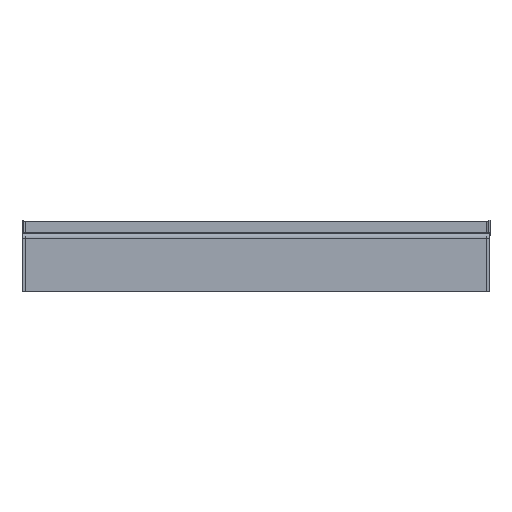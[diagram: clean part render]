
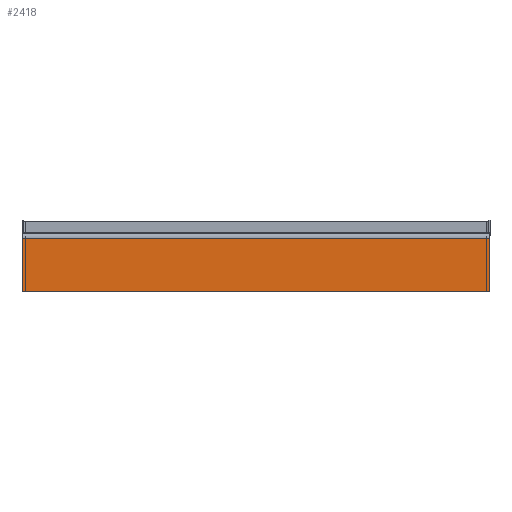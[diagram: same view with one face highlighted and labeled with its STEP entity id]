
A CAD part, top view. The second image highlights one B-rep face of the part: STEP entity #2418.
In plain terms, the highlighted planar face has unit normal (0, 0, 1).
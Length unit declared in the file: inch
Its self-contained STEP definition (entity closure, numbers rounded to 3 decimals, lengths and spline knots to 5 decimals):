
#486 = EDGE_CURVE ( 'NONE', #1664, #2331, #3010, .T. ) ;
#730 = CARTESIAN_POINT ( 'NONE',  ( -17.96651, 0., 18. ) ) ;
#757 = FACE_OUTER_BOUND ( 'NONE', #8176, .T. ) ;
#896 = PLANE ( 'NONE',  #1528 ) ;
#1282 = EDGE_CURVE ( 'NONE', #8739, #2331, #9150, .T. ) ;
#1357 = CARTESIAN_POINT ( 'NONE',  ( 17.875, -0.375, 18. ) ) ;
#1528 = AXIS2_PLACEMENT_3D ( 'NONE', #5048, #5008, #1646 ) ;
#1646 = DIRECTION ( 'NONE',  ( 1., 0., 0. ) ) ;
#1664 = VERTEX_POINT ( 'NONE', #4570 ) ;
#2323 = CARTESIAN_POINT ( 'NONE',  ( 0., -4.5, 18. ) ) ;
#2331 = VERTEX_POINT ( 'NONE', #6147 ) ;
#2418 = ADVANCED_FACE ( 'NONE', ( #757 ), #896, .T. ) ;
#2445 = DIRECTION ( 'NONE',  ( 0., 1., 0. ) ) ;
#2487 = CARTESIAN_POINT ( 'NONE',  ( -17.96651, -4.5, 18. ) ) ;
#2861 = ORIENTED_EDGE ( 'NONE', *, *, #1282, .F. ) ;
#2895 = ORIENTED_EDGE ( 'NONE', *, *, #8874, .T. ) ;
#3010 = LINE ( 'NONE', #8655, #7759 ) ;
#3586 = DIRECTION ( 'NONE',  ( 0., -1., 0. ) ) ;
#4122 = DIRECTION ( 'NONE',  ( 1., 0., 0. ) ) ;
#4548 = VECTOR ( 'NONE', #3586, 39.37008 ) ;
#4570 = CARTESIAN_POINT ( 'NONE',  ( 17.96651, -4.5, 18. ) ) ;
#5008 = DIRECTION ( 'NONE',  ( 0., 0., 1. ) ) ;
#5048 = CARTESIAN_POINT ( 'NONE',  ( 0., 0., 18. ) ) ;
#5119 = DIRECTION ( 'NONE',  ( 1., 0., 0. ) ) ;
#5693 = CARTESIAN_POINT ( 'NONE',  ( -17.96651, -0.375, 18. ) ) ;
#5845 = EDGE_CURVE ( 'NONE', #8739, #6702, #7839, .T. ) ;
#6147 = CARTESIAN_POINT ( 'NONE',  ( 17.96651, -0.375, 18. ) ) ;
#6398 = VECTOR ( 'NONE', #4122, 39.37008 ) ;
#6586 = LINE ( 'NONE', #2323, #8066 ) ;
#6702 = VERTEX_POINT ( 'NONE', #2487 ) ;
#7393 = ORIENTED_EDGE ( 'NONE', *, *, #486, .T. ) ;
#7759 = VECTOR ( 'NONE', #2445, 39.37008 ) ;
#7839 = LINE ( 'NONE', #730, #4548 ) ;
#8062 = ORIENTED_EDGE ( 'NONE', *, *, #5845, .T. ) ;
#8066 = VECTOR ( 'NONE', #5119, 39.37008 ) ;
#8176 = EDGE_LOOP ( 'NONE', ( #2861, #8062, #2895, #7393 ) ) ;
#8655 = CARTESIAN_POINT ( 'NONE',  ( 17.96651, 0., 18. ) ) ;
#8739 = VERTEX_POINT ( 'NONE', #5693 ) ;
#8874 = EDGE_CURVE ( 'NONE', #6702, #1664, #6586, .T. ) ;
#9150 = LINE ( 'NONE', #1357, #6398 ) ;
